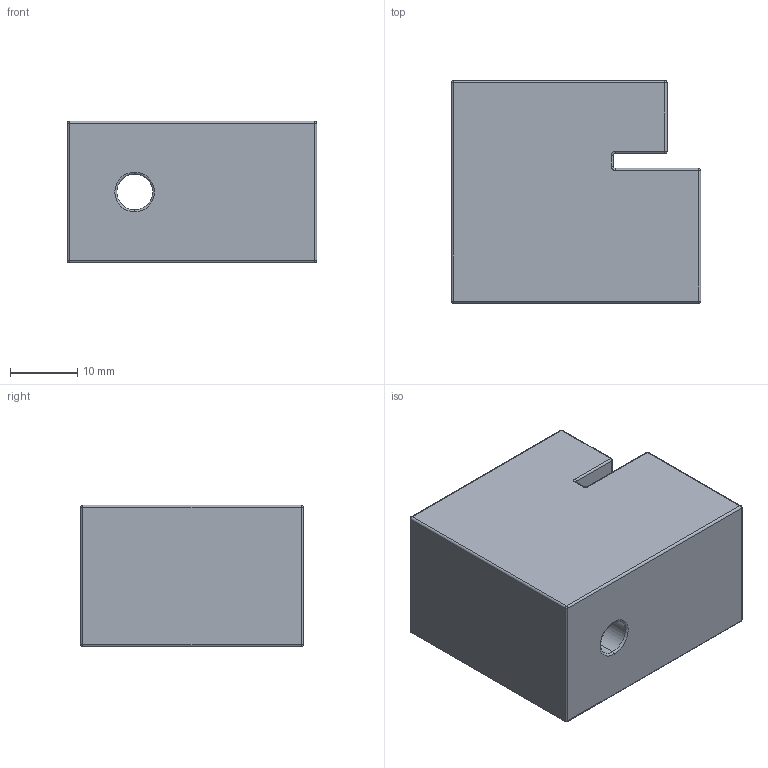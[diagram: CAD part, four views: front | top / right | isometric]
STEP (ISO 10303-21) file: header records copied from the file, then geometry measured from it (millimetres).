
FILE_DESCRIPTION (( 'STEP AP203' ), '1' );
FILE_NAME ('W0003510-83- suspension holder box.STEP', '2024-05-27T12:23:10', ( '' ), ( '' ), 'SwSTEP 2.0', 'SolidWorks 2024', '' );
FILE_SCHEMA (( 'CONFIG_CONTROL_DESIGN' ));
Length unit declared in the file: millimetre
Products named in the file (1): W0003510-83- suspension holder box
Bounding box: 37 x 33 x 21 mm (x, y, z)
Volume: 22831 mm3; surface area: 6078.9 mm2
Topology: 1 solids, 1 shells, 59 faces, 132 edges, 64 vertices
Faces by surface type: cylinder 28, sphere 12, plane 11, torus 8
Entity records: 1597 total; most frequent: DIRECTION 308, CARTESIAN_POINT 244, ORIENTED_EDGE 240, AXIS2_PLACEMENT_3D 128, EDGE_CURVE 120, CIRCLE 68, VERTEX_POINT 64, EDGE_LOOP 62
